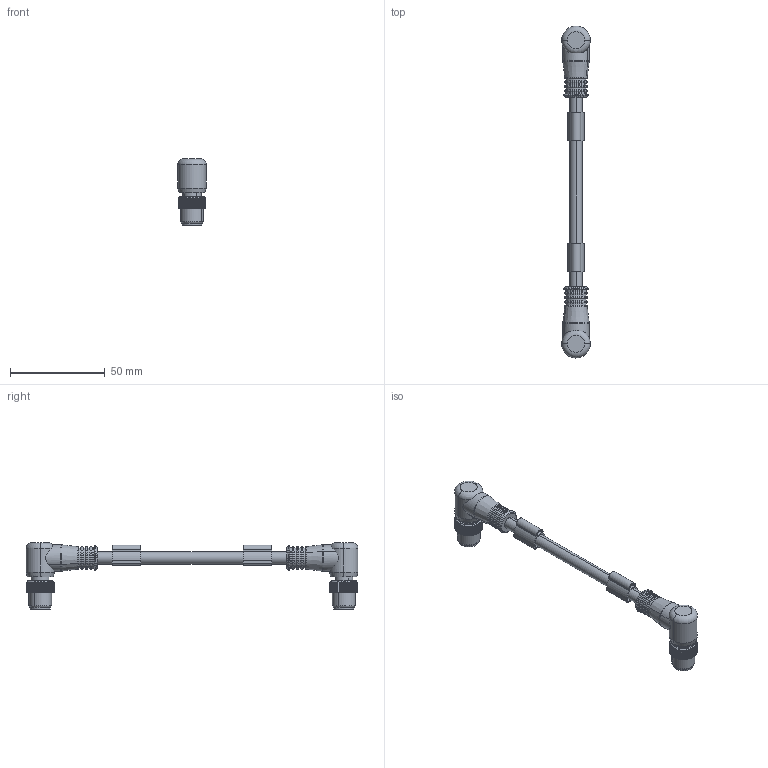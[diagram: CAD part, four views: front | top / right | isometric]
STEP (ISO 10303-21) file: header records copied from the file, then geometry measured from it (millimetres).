
FILE_DESCRIPTION(('CATIA V5 STEP Exchange','CAx-IF Rec.Pracs.--- Model Styling and Organization---1.5--- 2016-08-15','CAx-IF Rec.Pracs.---Supplemental Geometry---1.0---2011-11-01','CAx-IF Rec.Pracs.--- Composite Materials ---1.1---2010-07-15'),'2;1');
FILE_NAME ('2155526-2_0', '2025-02-17T09:26:19+00:00', ('none'), ('Weidmueller'), 'CATIA Version 5-6 Release 2022 SP4 HF5', 'CATIA V5 STEP AP214 v3', 'none');
FILE_SCHEMA(('AUTOMOTIVE_DESIGN { 1 0 10303 214 1 1 1 1 }'));
Length unit declared in the file: millimetre
Products named in the file (1): 3139400000
Bounding box: 15 x 175 x 35 mm (x, y, z)
Volume: 18929.8 mm3; surface area: 13698.6 mm2
Topology: 1 solids, 27 shells, 1676 faces, 4390 edges, 2756 vertices
Faces by surface type: cylinder 646, plane 512, cone 248, torus 222, sphere 36, bspline 12
Entity records: 49918 total; most frequent: CARTESIAN_POINT 13186, ORIENTED_EDGE 8676, DIRECTION 5390, EDGE_CURVE 4338, AXIS2_PLACEMENT_3D 2815, VERTEX_POINT 2756, CIRCLE 1843, EDGE_LOOP 1784
